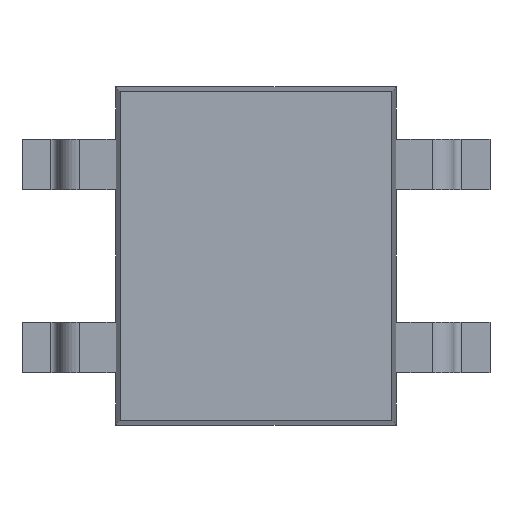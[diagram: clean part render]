
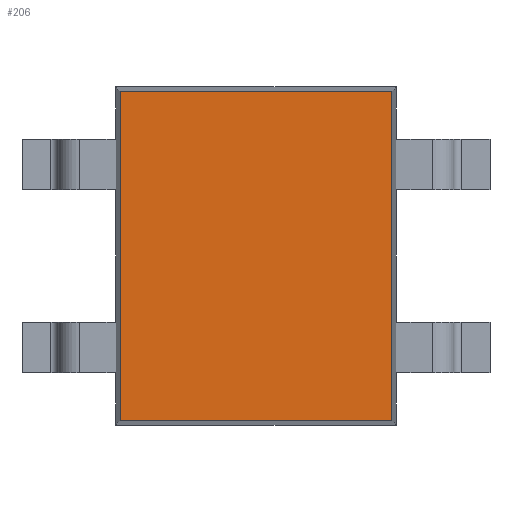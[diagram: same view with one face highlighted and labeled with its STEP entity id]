
A CAD part, top view. The second image highlights one B-rep face of the part: STEP entity #206.
In plain terms, the highlighted planar face has unit normal (0, 0, 1).
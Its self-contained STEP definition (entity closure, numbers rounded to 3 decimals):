
#206=ADVANCED_FACE('',(#604),#419,.T.);
#419=PLANE('',#3658);
#604=FACE_OUTER_BOUND('',#817,.T.);
#817=EDGE_LOOP('',(#1040,#1041,#1042,#1043));
#1040=ORIENTED_EDGE('',*,*,#2310,.T.);
#1041=ORIENTED_EDGE('',*,*,#2311,.T.);
#1042=ORIENTED_EDGE('',*,*,#2312,.T.);
#1043=ORIENTED_EDGE('',*,*,#2313,.T.);
#2014=VERTEX_POINT('',#4922);
#2015=VERTEX_POINT('',#4923);
#2016=VERTEX_POINT('',#4925);
#2017=VERTEX_POINT('',#4927);
#2310=EDGE_CURVE('',#2014,#2015,#2799,.T.);
#2311=EDGE_CURVE('',#2015,#2016,#2800,.T.);
#2312=EDGE_CURVE('',#2016,#2017,#2801,.T.);
#2313=EDGE_CURVE('',#2017,#2014,#2802,.T.);
#2799=LINE('',#4921,#3232);
#2800=LINE('',#4924,#3233);
#2801=LINE('',#4926,#3234);
#2802=LINE('',#4928,#3235);
#3232=VECTOR('',#3943,1.);
#3233=VECTOR('',#3944,1.);
#3234=VECTOR('',#3945,1.);
#3235=VECTOR('',#3946,1.);
#3658=AXIS2_PLACEMENT_3D('',#4929,#3947,#3948);
#3943=DIRECTION('',(-1.,0.,0.));
#3944=DIRECTION('',(0.,-1.,0.));
#3945=DIRECTION('',(1.,0.,0.));
#3946=DIRECTION('',(0.,1.,0.));
#3947=DIRECTION('',(0.,0.,1.));
#3948=DIRECTION('',(1.,0.,0.));
#4921=CARTESIAN_POINT('',(5.394,4.331,1.05));
#4922=CARTESIAN_POINT('',(7.278,4.331,1.05));
#4923=CARTESIAN_POINT('',(3.509,4.331,1.05));
#4924=CARTESIAN_POINT('',(3.509,2.047,1.05));
#4925=CARTESIAN_POINT('',(3.509,-0.238,1.05));
#4926=CARTESIAN_POINT('',(5.394,-0.238,1.05));
#4927=CARTESIAN_POINT('',(7.278,-0.238,1.05));
#4928=CARTESIAN_POINT('',(7.278,2.047,1.05));
#4929=CARTESIAN_POINT('',(5.394,2.047,1.05));
